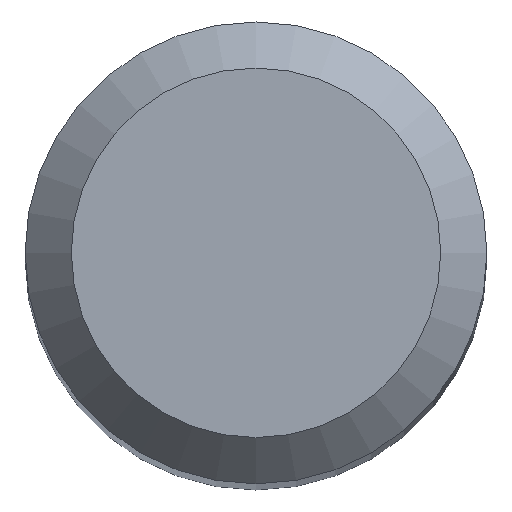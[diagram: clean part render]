
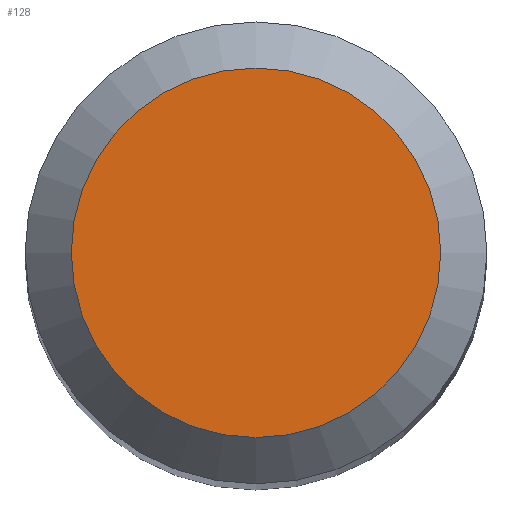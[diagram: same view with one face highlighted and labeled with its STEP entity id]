
A CAD part, top view. The second image highlights one B-rep face of the part: STEP entity #128.
In plain terms, the highlighted planar face has unit normal (0, 0, 1).
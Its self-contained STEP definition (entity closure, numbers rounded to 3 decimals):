
#2 = EDGE_LOOP ( 'NONE', ( #31 ) ) ;
#5 = AXIS2_PLACEMENT_3D ( 'NONE', #60, #43, #80 ) ;
#26 = CARTESIAN_POINT ( 'NONE',  ( 1.6, 0., 38. ) ) ;
#31 = ORIENTED_EDGE ( 'NONE', *, *, #119, .T. ) ;
#40 = DIRECTION ( 'NONE',  ( 0., 0., 1. ) ) ;
#43 = DIRECTION ( 'NONE',  ( 0., 0., 1. ) ) ;
#60 = CARTESIAN_POINT ( 'NONE',  ( 0., 0., 38. ) ) ;
#80 = DIRECTION ( 'NONE',  ( 1., 0., 0. ) ) ;
#84 = CARTESIAN_POINT ( 'NONE',  ( 0., 0., 38. ) ) ;
#113 = CIRCLE ( 'NONE', #5, 1.6 ) ;
#119 = EDGE_CURVE ( 'NONE', #161, #161, #113, .T. ) ;
#128 = ADVANCED_FACE ( 'NONE', ( #142 ), #136, .T. ) ;
#136 = PLANE ( 'NONE',  #192 ) ;
#142 = FACE_OUTER_BOUND ( 'NONE', #2, .T. ) ;
#161 = VERTEX_POINT ( 'NONE', #26 ) ;
#180 = DIRECTION ( 'NONE',  ( 1., 0., 0. ) ) ;
#192 = AXIS2_PLACEMENT_3D ( 'NONE', #84, #40, #180 ) ;
